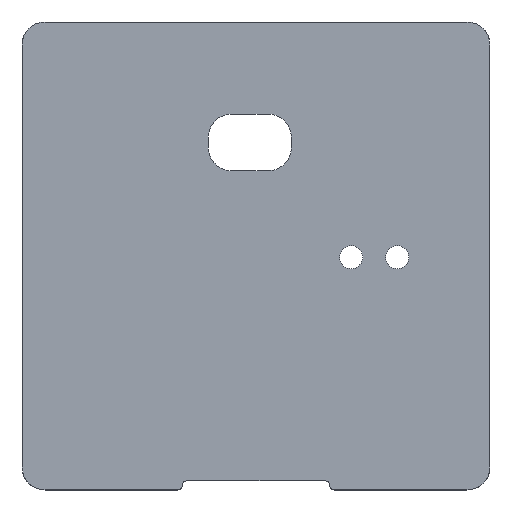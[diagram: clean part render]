
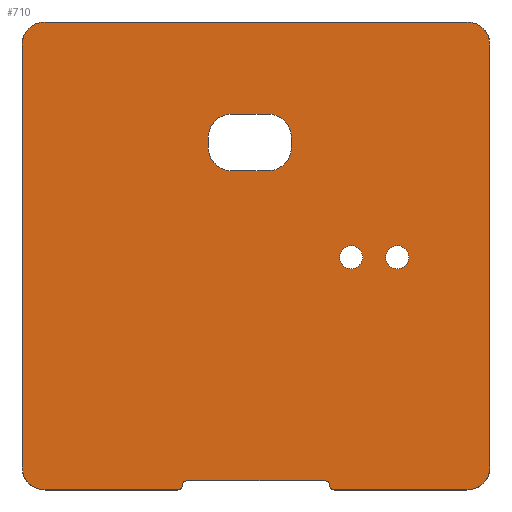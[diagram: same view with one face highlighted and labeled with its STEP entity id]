
A CAD part, top view. The second image highlights one B-rep face of the part: STEP entity #710.
In plain terms, the highlighted planar face has unit normal (0, 0, 1).
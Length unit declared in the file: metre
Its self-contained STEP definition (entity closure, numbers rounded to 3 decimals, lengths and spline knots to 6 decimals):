
#42=CIRCLE('',#767,0.0025);
#43=CIRCLE('',#768,0.0025);
#44=CIRCLE('',#769,0.005);
#45=CIRCLE('',#770,0.005);
#46=CIRCLE('',#771,0.005);
#47=CIRCLE('',#772,0.005);
#48=CIRCLE('',#773,0.001);
#49=CIRCLE('',#774,0.001);
#50=CIRCLE('',#775,0.005);
#51=CIRCLE('',#776,0.005);
#52=CIRCLE('',#777,0.005);
#53=CIRCLE('',#778,0.005);
#54=CIRCLE('',#779,0.001);
#55=CIRCLE('',#780,0.001);
#86=ORIENTED_EDGE('',*,*,#290,.F.);
#87=ORIENTED_EDGE('',*,*,#291,.F.);
#88=ORIENTED_EDGE('',*,*,#292,.F.);
#89=ORIENTED_EDGE('',*,*,#293,.T.);
#90=ORIENTED_EDGE('',*,*,#294,.F.);
#91=ORIENTED_EDGE('',*,*,#295,.T.);
#92=ORIENTED_EDGE('',*,*,#296,.T.);
#93=ORIENTED_EDGE('',*,*,#297,.T.);
#94=ORIENTED_EDGE('',*,*,#298,.T.);
#95=ORIENTED_EDGE('',*,*,#299,.T.);
#96=ORIENTED_EDGE('',*,*,#300,.T.);
#97=ORIENTED_EDGE('',*,*,#301,.T.);
#98=ORIENTED_EDGE('',*,*,#302,.T.);
#99=ORIENTED_EDGE('',*,*,#303,.T.);
#100=ORIENTED_EDGE('',*,*,#304,.T.);
#101=ORIENTED_EDGE('',*,*,#305,.F.);
#102=ORIENTED_EDGE('',*,*,#306,.T.);
#103=ORIENTED_EDGE('',*,*,#307,.F.);
#104=ORIENTED_EDGE('',*,*,#308,.T.);
#105=ORIENTED_EDGE('',*,*,#309,.T.);
#106=ORIENTED_EDGE('',*,*,#310,.T.);
#107=ORIENTED_EDGE('',*,*,#288,.T.);
#108=ORIENTED_EDGE('',*,*,#311,.T.);
#109=ORIENTED_EDGE('',*,*,#312,.T.);
#288=EDGE_CURVE('',#391,#390,#462,.T.);
#290=EDGE_CURVE('',#392,#392,#42,.T.);
#291=EDGE_CURVE('',#393,#393,#43,.T.);
#292=EDGE_CURVE('',#394,#395,#464,.T.);
#293=EDGE_CURVE('',#394,#396,#44,.F.);
#294=EDGE_CURVE('',#397,#396,#465,.T.);
#295=EDGE_CURVE('',#397,#398,#45,.F.);
#296=EDGE_CURVE('',#398,#399,#466,.T.);
#297=EDGE_CURVE('',#399,#400,#46,.F.);
#298=EDGE_CURVE('',#400,#401,#467,.T.);
#299=EDGE_CURVE('',#401,#395,#47,.F.);
#300=EDGE_CURVE('',#402,#403,#468,.T.);
#301=EDGE_CURVE('',#403,#404,#48,.F.);
#302=EDGE_CURVE('',#404,#405,#49,.T.);
#303=EDGE_CURVE('',#405,#406,#469,.T.);
#304=EDGE_CURVE('',#406,#407,#50,.T.);
#305=EDGE_CURVE('',#408,#407,#470,.T.);
#306=EDGE_CURVE('',#408,#409,#51,.T.);
#307=EDGE_CURVE('',#410,#409,#471,.T.);
#308=EDGE_CURVE('',#410,#411,#52,.T.);
#309=EDGE_CURVE('',#411,#412,#472,.T.);
#310=EDGE_CURVE('',#412,#391,#53,.T.);
#311=EDGE_CURVE('',#390,#413,#54,.T.);
#312=EDGE_CURVE('',#413,#402,#55,.F.);
#390=VERTEX_POINT('',#1076);
#391=VERTEX_POINT('',#1078);
#392=VERTEX_POINT('',#1082);
#393=VERTEX_POINT('',#1084);
#394=VERTEX_POINT('',#1086);
#395=VERTEX_POINT('',#1087);
#396=VERTEX_POINT('',#1089);
#397=VERTEX_POINT('',#1091);
#398=VERTEX_POINT('',#1093);
#399=VERTEX_POINT('',#1095);
#400=VERTEX_POINT('',#1097);
#401=VERTEX_POINT('',#1099);
#402=VERTEX_POINT('',#1102);
#403=VERTEX_POINT('',#1103);
#404=VERTEX_POINT('',#1105);
#405=VERTEX_POINT('',#1107);
#406=VERTEX_POINT('',#1109);
#407=VERTEX_POINT('',#1111);
#408=VERTEX_POINT('',#1113);
#409=VERTEX_POINT('',#1115);
#410=VERTEX_POINT('',#1117);
#411=VERTEX_POINT('',#1119);
#412=VERTEX_POINT('',#1121);
#413=VERTEX_POINT('',#1124);
#462=LINE('',#1077,#516);
#464=LINE('',#1085,#518);
#465=LINE('',#1090,#519);
#466=LINE('',#1094,#520);
#467=LINE('',#1098,#521);
#468=LINE('',#1101,#522);
#469=LINE('',#1108,#523);
#470=LINE('',#1112,#524);
#471=LINE('',#1116,#525);
#472=LINE('',#1120,#526);
#516=VECTOR('',#854,1.);
#518=VECTOR('',#862,1.);
#519=VECTOR('',#865,1.);
#520=VECTOR('',#868,1.);
#521=VECTOR('',#871,1.);
#522=VECTOR('',#874,1.);
#523=VECTOR('',#879,1.);
#524=VECTOR('',#882,1.);
#525=VECTOR('',#885,1.);
#526=VECTOR('',#888,1.);
#569=EDGE_LOOP('',(#86));
#570=EDGE_LOOP('',(#87));
#571=EDGE_LOOP('',(#88,#89,#90,#91,#92,#93,#94,#95));
#572=EDGE_LOOP('',(#96,#97,#98,#99,#100,#101,#102,#103,#104,#105,#106,#107,
#108,#109));
#629=FACE_BOUND('',#569,.T.);
#630=FACE_BOUND('',#570,.T.);
#631=FACE_BOUND('',#571,.T.);
#632=FACE_BOUND('',#572,.T.);
#689=PLANE('',#766);
#710=ADVANCED_FACE('',(#629,#630,#631,#632),#689,.T.);
#766=AXIS2_PLACEMENT_3D('',#1080,#856,#857);
#767=AXIS2_PLACEMENT_3D('',#1081,#858,#859);
#768=AXIS2_PLACEMENT_3D('',#1083,#860,#861);
#769=AXIS2_PLACEMENT_3D('',#1088,#863,#864);
#770=AXIS2_PLACEMENT_3D('',#1092,#866,#867);
#771=AXIS2_PLACEMENT_3D('',#1096,#869,#870);
#772=AXIS2_PLACEMENT_3D('',#1100,#872,#873);
#773=AXIS2_PLACEMENT_3D('',#1104,#875,#876);
#774=AXIS2_PLACEMENT_3D('',#1106,#877,#878);
#775=AXIS2_PLACEMENT_3D('',#1110,#880,#881);
#776=AXIS2_PLACEMENT_3D('',#1114,#883,#884);
#777=AXIS2_PLACEMENT_3D('',#1118,#886,#887);
#778=AXIS2_PLACEMENT_3D('',#1122,#889,#890);
#779=AXIS2_PLACEMENT_3D('',#1123,#891,#892);
#780=AXIS2_PLACEMENT_3D('',#1125,#893,#894);
#854=DIRECTION('',(1.,0.,0.));
#856=DIRECTION('',(0.,0.,1.));
#857=DIRECTION('',(1.,0.,0.));
#858=DIRECTION('',(0.,0.,1.));
#859=DIRECTION('',(1.,0.,0.));
#860=DIRECTION('',(0.,0.,1.));
#861=DIRECTION('',(1.,0.,0.));
#862=DIRECTION('',(-1.,0.,0.));
#863=DIRECTION('',(0.,0.,1.));
#864=DIRECTION('',(1.,0.,0.));
#865=DIRECTION('',(0.,1.,0.));
#866=DIRECTION('',(0.,0.,1.));
#867=DIRECTION('',(1.,0.,0.));
#868=DIRECTION('',(-1.,0.,0.));
#869=DIRECTION('',(0.,0.,1.));
#870=DIRECTION('',(1.,0.,0.));
#871=DIRECTION('',(0.,1.,0.));
#872=DIRECTION('',(0.,0.,1.));
#873=DIRECTION('',(1.,0.,0.));
#874=DIRECTION('',(1.,0.,0.));
#875=DIRECTION('',(0.,0.,1.));
#876=DIRECTION('',(1.,0.,0.));
#877=DIRECTION('',(0.,0.,1.));
#878=DIRECTION('',(1.,0.,0.));
#879=DIRECTION('',(1.,0.,0.));
#880=DIRECTION('',(0.,0.,1.));
#881=DIRECTION('',(1.,0.,0.));
#882=DIRECTION('',(0.,-1.,0.));
#883=DIRECTION('',(0.,0.,1.));
#884=DIRECTION('',(1.,0.,0.));
#885=DIRECTION('',(1.,0.,0.));
#886=DIRECTION('',(0.,0.,1.));
#887=DIRECTION('',(1.,0.,0.));
#888=DIRECTION('',(0.,-1.,0.));
#889=DIRECTION('',(0.,0.,1.));
#890=DIRECTION('',(1.,0.,0.));
#891=DIRECTION('',(0.,0.,1.));
#892=DIRECTION('',(1.,0.,0.));
#893=DIRECTION('',(0.,0.,1.));
#894=DIRECTION('',(1.,0.,0.));
#1076=CARTESIAN_POINT('',(-0.015665,-0.050514,0.0075));
#1077=CARTESIAN_POINT('',(0.001335,-0.050514,0.0075));
#1078=CARTESIAN_POINT('',(-0.044465,-0.050514,0.0075));
#1080=CARTESIAN_POINT('',(0.001335,0.000286,0.0075));
#1081=CARTESIAN_POINT('',(0.032,0.,0.0075));
#1082=CARTESIAN_POINT('',(0.0345,0.,0.0075));
#1083=CARTESIAN_POINT('',(0.022,0.,0.0075));
#1084=CARTESIAN_POINT('',(0.0245,0.,0.0075));
#1085=CARTESIAN_POINT('',(0.001335,0.031086,0.0075));
#1086=CARTESIAN_POINT('',(0.004,0.031086,0.0075));
#1087=CARTESIAN_POINT('',(-0.004,0.031086,0.0075));
#1088=CARTESIAN_POINT('',(0.004,0.026086,0.0075));
#1089=CARTESIAN_POINT('',(0.009,0.026086,0.0075));
#1090=CARTESIAN_POINT('',(0.009,0.000286,0.0075));
#1091=CARTESIAN_POINT('',(0.009,0.023786,0.0075));
#1092=CARTESIAN_POINT('',(0.004,0.023786,0.0075));
#1093=CARTESIAN_POINT('',(0.004,0.018786,0.0075));
#1094=CARTESIAN_POINT('',(0.001335,0.018786,0.0075));
#1095=CARTESIAN_POINT('',(-0.004,0.018786,0.0075));
#1096=CARTESIAN_POINT('',(-0.004,0.023786,0.0075));
#1097=CARTESIAN_POINT('',(-0.009,0.023786,0.0075));
#1098=CARTESIAN_POINT('',(-0.009,0.000286,0.0075));
#1099=CARTESIAN_POINT('',(-0.009,0.026086,0.0075));
#1100=CARTESIAN_POINT('',(-0.004,0.026086,0.0075));
#1101=CARTESIAN_POINT('',(0.001335,-0.048514,0.0075));
#1102=CARTESIAN_POINT('',(-0.013665,-0.048514,0.0075));
#1103=CARTESIAN_POINT('',(0.016335,-0.048514,0.0075));
#1104=CARTESIAN_POINT('',(0.016335,-0.049514,0.0075));
#1105=CARTESIAN_POINT('',(0.017335,-0.049514,0.0075));
#1106=CARTESIAN_POINT('',(0.018335,-0.049514,0.0075));
#1107=CARTESIAN_POINT('',(0.018335,-0.050514,0.0075));
#1108=CARTESIAN_POINT('',(0.001335,-0.050514,0.0075));
#1109=CARTESIAN_POINT('',(0.047135,-0.050514,0.0075));
#1110=CARTESIAN_POINT('',(0.047135,-0.045514,0.0075));
#1111=CARTESIAN_POINT('',(0.052135,-0.045514,0.0075));
#1112=CARTESIAN_POINT('',(0.052135,0.000286,0.0075));
#1113=CARTESIAN_POINT('',(0.052135,0.046086,0.0075));
#1114=CARTESIAN_POINT('',(0.047135,0.046086,0.0075));
#1115=CARTESIAN_POINT('',(0.047135,0.051086,0.0075));
#1116=CARTESIAN_POINT('',(0.001335,0.051086,0.0075));
#1117=CARTESIAN_POINT('',(-0.044465,0.051086,0.0075));
#1118=CARTESIAN_POINT('',(-0.044465,0.046086,0.0075));
#1119=CARTESIAN_POINT('',(-0.049465,0.046086,0.0075));
#1120=CARTESIAN_POINT('',(-0.049465,0.000286,0.0075));
#1121=CARTESIAN_POINT('',(-0.049465,-0.045514,0.0075));
#1122=CARTESIAN_POINT('',(-0.044465,-0.045514,0.0075));
#1123=CARTESIAN_POINT('',(-0.015665,-0.049514,0.0075));
#1124=CARTESIAN_POINT('',(-0.014665,-0.049514,0.0075));
#1125=CARTESIAN_POINT('',(-0.013665,-0.049514,0.0075));
